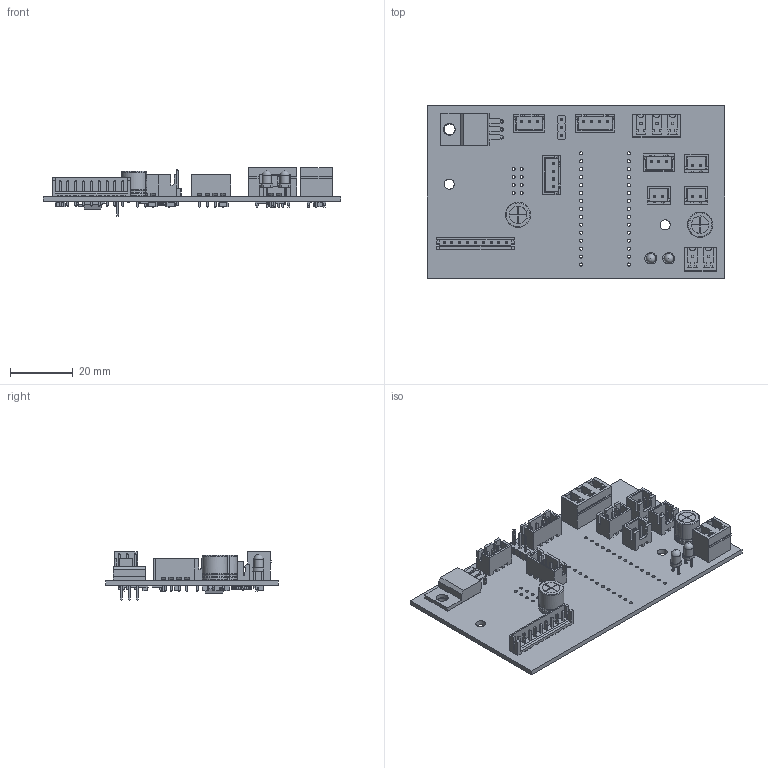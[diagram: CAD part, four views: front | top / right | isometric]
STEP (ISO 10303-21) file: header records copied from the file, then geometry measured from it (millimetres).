
FILE_DESCRIPTION(('KiCad electronic assembly'),'2;1');
FILE_NAME('Bogenampel.step','2025-12-19T22:13:32',('Pcbnew'),('Kicad'), 'Open CASCADE STEP processor 7.9','KiCad to STEP converter','Unknown' );
FILE_SCHEMA(('AUTOMOTIVE_DESIGN { 1 0 10303 214 1 1 1 1 }'));
Length unit declared in the file: millimetre
Products named in the file (17): Bogenampel 1; LED_D3.0mm; PhoenixContact_MCV_1,5_3-G-5.08_1x03_P5.08mm_Vertical; JST_EH_B9B-EH-A_1x09_P2.50mm_Vertical; PinHeader_1x03_P2.54mm_Vertical; TO-220-3_Horizontal_TabDown; JST_XH_B3B-XH-A_1x03_P2.50mm_Vertical; PhoenixContact_MCV_1,5_2-G-5.08_1x02_P5.08mm_Vertical; JST_XH_B2B-XH-A_1x02_P2.50mm_Vertical; JST_XH_B4B-XH-A_1x04_P2.50mm_Vertical; CP_Radial_D8.0mm_P3.50mm; R_1206_3216Metric; C_1206_3216Metric; TO-252-3_TabPin2; Bogenampel 1.27.1; TSSOP-20_4.4x6.5mm_P0.65mm; Bogenampel_PCB
Assembly tree (36 placements, depth 3):
  Bogenampel 1
    LED_D3.0mm  x2
    PhoenixContact_MCV_1,5_3-G-5.08_1x03_P5.08mm_Vertical
    JST_EH_B9B-EH-A_1x09_P2.50mm_Vertical
    PinHeader_1x03_P2.54mm_Vertical
    TO-220-3_Horizontal_TabDown
    JST_XH_B3B-XH-A_1x03_P2.50mm_Vertical  x2
    PhoenixContact_MCV_1,5_2-G-5.08_1x02_P5.08mm_Vertical
    JST_XH_B2B-XH-A_1x02_P2.50mm_Vertical  x3
    JST_XH_B4B-XH-A_1x04_P2.50mm_Vertical  x2
    CP_Radial_D8.0mm_P3.50mm  x2
    R_1206_3216Metric  x9
    C_1206_3216Metric  x7
    TO-252-3_TabPin2
      Bogenampel 1.27.1
    TSSOP-20_4.4x6.5mm_P0.65mm
    Bogenampel_PCB
Bounding box: 95 x 55 x 15.53 mm (x, y, z)
Volume: 12160.3 mm3; surface area: 19652.3 mm2
Topology: 39 solids, 41 shells, 2447 faces, 6373 edges, 4111 vertices
Faces by surface type: plane 1984, cylinder 413, bspline 32, revolution 12, torus 4, sphere 2
Full cylindrical faces by diameter (mm): 0.5 x4, 0.8 x4, 0.9 x4, 0.95 x23, 1 x48, 1.1 x3, 1.2 x5, 3 x2, 3.2 x2, 3.5 x1, 3.735 x1
Entity records: 58906 total; most frequent: CARTESIAN_POINT 9291, ORIENTED_EDGE 8146, DIRECTION 7691, EDGE_CURVE 4073, LINE 3491, VECTOR 3491, VERTEX_POINT 2615, AXIS2_PLACEMENT_3D 2097
